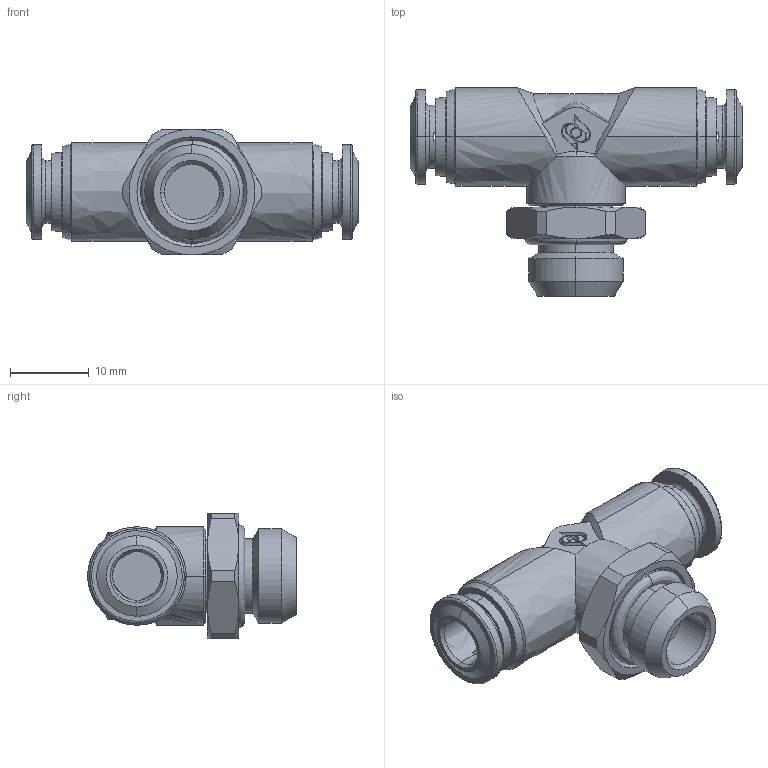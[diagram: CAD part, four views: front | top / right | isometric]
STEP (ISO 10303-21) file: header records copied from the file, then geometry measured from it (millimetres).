
FILE_DESCRIPTION (( 'STEP AP214' ), '1' );
FILE_NAME ('PT06-M12X1.5_ME.STEP', '2018-09-06T13:35:57', ( '' ), ( '' ), 'SwSTEP 2.0', 'SolidWorks 2018', '' );
FILE_SCHEMA (( 'AUTOMOTIVE_DESIGN' ));
Length unit declared in the file: millimetre
Products named in the file (1): PT06-M12X1.5_ME
Bounding box: 42.2 x 26.5 x 16 mm (x, y, z)
Volume: 6131.5 mm3; surface area: 3667 mm2
Topology: 3 solids, 3 shells, 211 faces, 537 edges, 348 vertices
Faces by surface type: bspline 211
Entity records: 9475 total; most frequent: CARTESIAN_POINT 6299, ORIENTED_EDGE 1074, EDGE_CURVE 537, B_SPLINE_CURVE_WITH_KNOTS 393, VERTEX_POINT 348, EDGE_LOOP 237, FACE_OUTER_BOUND 211, ADVANCED_FACE 211
